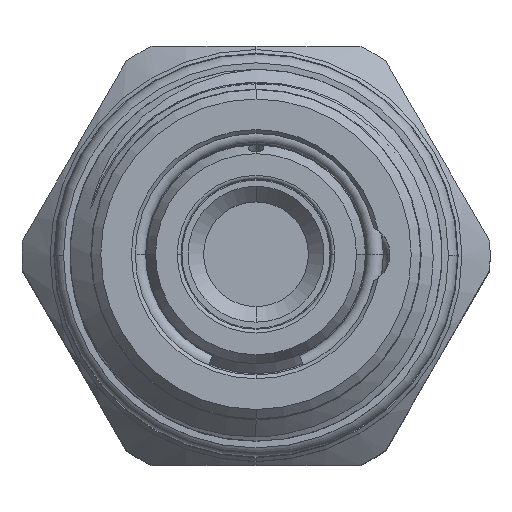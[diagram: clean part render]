
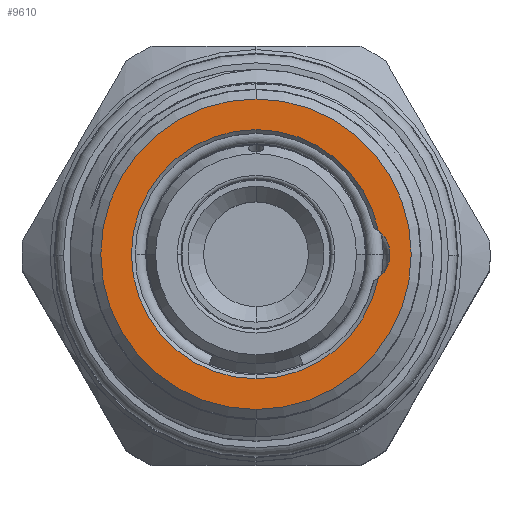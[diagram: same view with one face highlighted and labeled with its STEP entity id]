
A CAD part, top view. The second image highlights one B-rep face of the part: STEP entity #9610.
In plain terms, the highlighted planar face has unit normal (0, 0, 1).
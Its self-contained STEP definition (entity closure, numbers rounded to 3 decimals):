
#27 = DIRECTION ( 'NONE',  ( 0., -1., 0. ) ) ;
#73 = CARTESIAN_POINT ( 'NONE',  ( 0., -8.225, 45.28 ) ) ;
#135 = CARTESIAN_POINT ( 'NONE',  ( 0., -6.6, 45.28 ) ) ;
#164 = CARTESIAN_POINT ( 'NONE',  ( 6.477, -1.267, 45.28 ) ) ;
#304 = CARTESIAN_POINT ( 'NONE',  ( 6.477, 1.267, 45.28 ) ) ;
#308 = CARTESIAN_POINT ( 'NONE',  ( 0., 0., 45.28 ) ) ;
#343 = CARTESIAN_POINT ( 'NONE',  ( 0., 6.6, 45.28 ) ) ;
#410 = CARTESIAN_POINT ( 'NONE',  ( 0., 8.225, 45.28 ) ) ;
#449 = DIRECTION ( 'NONE',  ( 0., 0., -1. ) ) ;
#555 = DIRECTION ( 'NONE',  ( 0., -1., 0. ) ) ;
#556 = DIRECTION ( 'NONE',  ( 0., 0., -1. ) ) ;
#557 = CARTESIAN_POINT ( 'NONE',  ( 0., 0., 45.28 ) ) ;
#1919 = DIRECTION ( 'NONE',  ( 0., -1., 0. ) ) ;
#1920 = DIRECTION ( 'NONE',  ( 0., 0., 1. ) ) ;
#1921 = CARTESIAN_POINT ( 'NONE',  ( 0., 0., 45.28 ) ) ;
#2053 = DIRECTION ( 'NONE',  ( 0., -1., 0. ) ) ;
#2054 = DIRECTION ( 'NONE',  ( 0., 0., -1. ) ) ;
#2055 = CARTESIAN_POINT ( 'NONE',  ( 0., 0., 45.28 ) ) ;
#2549 = ORIENTED_EDGE ( 'NONE', *, *, #9993, .T. ) ;
#2557 = ORIENTED_EDGE ( 'NONE', *, *, #10777, .T. ) ;
#2563 = ORIENTED_EDGE ( 'NONE', *, *, #10409, .T. ) ;
#3133 = ORIENTED_EDGE ( 'NONE', *, *, #10367, .T. ) ;
#3136 = ORIENTED_EDGE ( 'NONE', *, *, #10772, .T. ) ;
#3137 = ORIENTED_EDGE ( 'NONE', *, *, #9946, .T. ) ;
#3857 = AXIS2_PLACEMENT_3D ( 'NONE', #4828, #4827, #4826 ) ;
#3895 = AXIS2_PLACEMENT_3D ( 'NONE', #1921, #1920, #1919 ) ;
#3904 = AXIS2_PLACEMENT_3D ( 'NONE', #308, #449, #27 ) ;
#3921 = AXIS2_PLACEMENT_3D ( 'NONE', #557, #556, #555 ) ;
#4011 = AXIS2_PLACEMENT_3D ( 'NONE', #2055, #2054, #2053 ) ;
#4826 = DIRECTION ( 'NONE',  ( -1., 0., 0. ) ) ;
#4827 = DIRECTION ( 'NONE',  ( 0., 0., -1. ) ) ;
#4828 = CARTESIAN_POINT ( 'NONE',  ( 5.5, 0., 45.28 ) ) ;
#4929 = DIRECTION ( 'NONE',  ( 0., -1., 0. ) ) ;
#4930 = DIRECTION ( 'NONE',  ( 0., 0., 1. ) ) ;
#4931 = CARTESIAN_POINT ( 'NONE',  ( 0., 0., 45.28 ) ) ;
#5556 = EDGE_LOOP ( 'NONE', ( #3136, #3133, #2557, #2549 ) ) ;
#6133 = CIRCLE ( 'NONE', #3857, 1.6 ) ;
#6250 = CIRCLE ( 'NONE', #9962, 8.225 ) ;
#6252 = CIRCLE ( 'NONE', #4011, 6.6 ) ;
#6521 = CIRCLE ( 'NONE', #3921, 6.6 ) ;
#6533 = CIRCLE ( 'NONE', #3904, 6.6 ) ;
#6585 = CIRCLE ( 'NONE', #3895, 8.225 ) ;
#8609 = DIRECTION ( 'NONE',  ( 0., -1., 0. ) ) ;
#8610 = DIRECTION ( 'NONE',  ( 0., 0., -1. ) ) ;
#8615 = CARTESIAN_POINT ( 'NONE',  ( 0., 0., 45.28 ) ) ;
#8617 = PLANE ( 'NONE',  #10346 ) ;
#9184 = EDGE_LOOP ( 'NONE', ( #3137, #2563 ) ) ;
#9610 = ADVANCED_FACE ( 'NONE', ( #10240, #10236 ), #8617, .F. ) ;
#9946 = EDGE_CURVE ( 'NONE', #11339, #10915, #6250, .T. ) ;
#9962 = AXIS2_PLACEMENT_3D ( 'NONE', #4931, #4930, #4929 ) ;
#9993 = EDGE_CURVE ( 'NONE', #11029, #11185, #6133, .T. ) ;
#10236 = FACE_OUTER_BOUND ( 'NONE', #9184, .T. ) ;
#10240 = FACE_BOUND ( 'NONE', #5556, .T. ) ;
#10346 = AXIS2_PLACEMENT_3D ( 'NONE', #8615, #8610, #8609 ) ;
#10367 = EDGE_CURVE ( 'NONE', #11215, #10983, #6252, .T. ) ;
#10409 = EDGE_CURVE ( 'NONE', #10915, #11339, #6585, .T. ) ;
#10772 = EDGE_CURVE ( 'NONE', #11185, #11215, #6533, .T. ) ;
#10777 = EDGE_CURVE ( 'NONE', #10983, #11029, #6521, .T. ) ;
#10915 = VERTEX_POINT ( 'NONE', #410 ) ;
#10983 = VERTEX_POINT ( 'NONE', #343 ) ;
#11029 = VERTEX_POINT ( 'NONE', #304 ) ;
#11185 = VERTEX_POINT ( 'NONE', #164 ) ;
#11215 = VERTEX_POINT ( 'NONE', #135 ) ;
#11339 = VERTEX_POINT ( 'NONE', #73 ) ;
